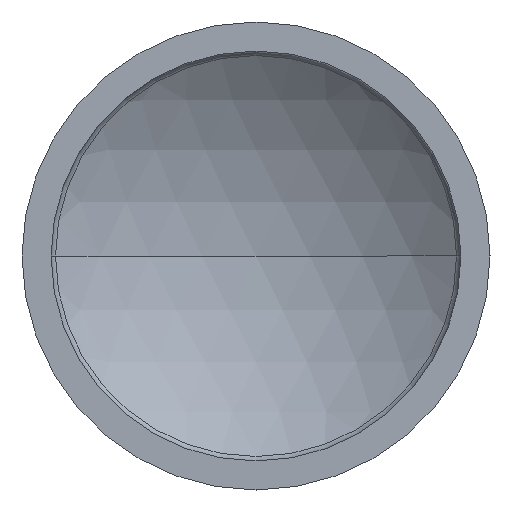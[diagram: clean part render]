
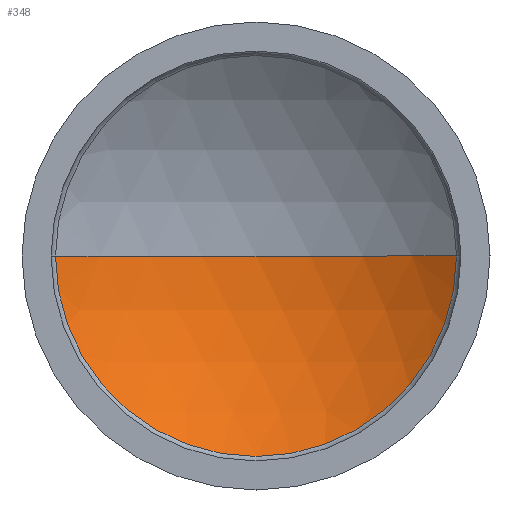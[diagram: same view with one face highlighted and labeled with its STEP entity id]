
A CAD part, front view. The second image highlights one B-rep face of the part: STEP entity #348.
In plain terms, the highlighted spherical face has radius 32.64 mm.
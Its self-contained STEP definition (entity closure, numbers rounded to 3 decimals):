
#8 = DIRECTION ( 'NONE',  ( 1., 0., 0. ) ) ;
#16 = SPHERICAL_SURFACE ( 'NONE', #288, 32.64 ) ;
#18 = DIRECTION ( 'NONE',  ( -1., 0., 0. ) ) ;
#20 = ORIENTED_EDGE ( 'NONE', *, *, #257, .F. ) ;
#68 = DIRECTION ( 'NONE',  ( 0., 0., 1. ) ) ;
#101 = CARTESIAN_POINT ( 'NONE',  ( 20.694, 10.601, 0. ) ) ;
#106 = DIRECTION ( 'NONE',  ( -1., 0., 0. ) ) ;
#107 = ORIENTED_EDGE ( 'NONE', *, *, #219, .T. ) ;
#108 = VERTEX_POINT ( 'NONE', #183 ) ;
#111 = CARTESIAN_POINT ( 'NONE',  ( 0., -14.64, 0. ) ) ;
#114 = EDGE_LOOP ( 'NONE', ( #20, #107, #198 ) ) ;
#124 = AXIS2_PLACEMENT_3D ( 'NONE', #157, #284, #326 ) ;
#134 = DIRECTION ( 'NONE',  ( 0., 0., -1. ) ) ;
#140 = FACE_OUTER_BOUND ( 'NONE', #114, .T. ) ;
#142 = CIRCLE ( 'NONE', #124, 20.694 ) ;
#149 = VERTEX_POINT ( 'NONE', #101 ) ;
#157 = CARTESIAN_POINT ( 'NONE',  ( 0., 10.601, 0. ) ) ;
#161 = CARTESIAN_POINT ( 'NONE',  ( -20.694, 10.601, 0. ) ) ;
#179 = CIRCLE ( 'NONE', #215, 32.64 ) ;
#183 = CARTESIAN_POINT ( 'NONE',  ( 0., 18., 0. ) ) ;
#191 = CARTESIAN_POINT ( 'NONE',  ( 0., -14.64, 0. ) ) ;
#194 = CARTESIAN_POINT ( 'NONE',  ( 0., -14.64, 0. ) ) ;
#198 = ORIENTED_EDGE ( 'NONE', *, *, #334, .F. ) ;
#215 = AXIS2_PLACEMENT_3D ( 'NONE', #111, #134, #106 ) ;
#219 = EDGE_CURVE ( 'NONE', #149, #108, #330, .T. ) ;
#257 = EDGE_CURVE ( 'NONE', #149, #260, #142, .T. ) ;
#260 = VERTEX_POINT ( 'NONE', #161 ) ;
#284 = DIRECTION ( 'NONE',  ( 0., 1., 0. ) ) ;
#288 = AXIS2_PLACEMENT_3D ( 'NONE', #194, #303, #18 ) ;
#289 = AXIS2_PLACEMENT_3D ( 'NONE', #191, #68, #8 ) ;
#303 = DIRECTION ( 'NONE',  ( 0., 0., 1. ) ) ;
#326 = DIRECTION ( 'NONE',  ( -1., 0., 0. ) ) ;
#330 = CIRCLE ( 'NONE', #289, 32.64 ) ;
#334 = EDGE_CURVE ( 'NONE', #260, #108, #179, .T. ) ;
#348 = ADVANCED_FACE ( 'NONE', ( #140 ), #16, .F. ) ;
